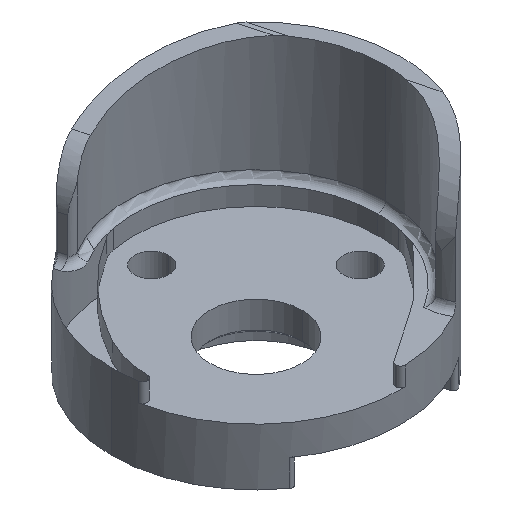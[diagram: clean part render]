
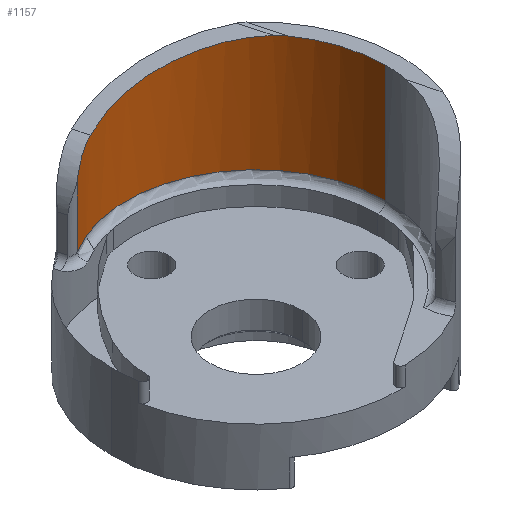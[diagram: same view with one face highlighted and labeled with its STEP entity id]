
A CAD part, isometric view. The second image highlights one B-rep face of the part: STEP entity #1157.
In plain terms, the highlighted cylindrical face has radius 17.05 mm (diameter 34.1 mm), a partial arc.
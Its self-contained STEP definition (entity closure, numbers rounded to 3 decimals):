
#11 = CARTESIAN_POINT ( 'NONE',  ( -5.531, 17.963, 19.288 ) ) ;
#23 = ORIENTED_EDGE ( 'NONE', *, *, #311, .T. ) ;
#41 = ORIENTED_EDGE ( 'NONE', *, *, #1468, .T. ) ;
#61 = ORIENTED_EDGE ( 'NONE', *, *, #865, .T. ) ;
#72 = CARTESIAN_POINT ( 'NONE',  ( 17.464, 13.292, 26.42 ) ) ;
#87 = ORIENTED_EDGE ( 'NONE', *, *, #927, .F. ) ;
#116 = CARTESIAN_POINT ( 'NONE',  ( -5.531, 17.963, 10.986 ) ) ;
#139 = CARTESIAN_POINT ( 'NONE',  ( -2.242, 19.556, 21.825 ) ) ;
#164 = DIRECTION ( 'NONE',  ( 1., 0., 0. ) ) ;
#167 = DIRECTION ( 'NONE',  ( 0., 0., 1. ) ) ;
#180 = VERTEX_POINT ( 'NONE', #351 ) ;
#277 = DIRECTION ( 'NONE',  ( 1., 0., 0. ) ) ;
#284 = DIRECTION ( 'NONE',  ( 0., 0., -1. ) ) ;
#293 = DIRECTION ( 'NONE',  ( 1., 0., 0. ) ) ;
#299 = DIRECTION ( 'NONE',  ( 0., 0., 1. ) ) ;
#311 = EDGE_CURVE ( 'NONE', #611, #1206, #910, .T. ) ;
#317 = CARTESIAN_POINT ( 'NONE',  ( 3.504, 3.504, 26.42 ) ) ;
#337 = EDGE_LOOP ( 'NONE', ( #61, #41, #23, #342, #87, #444, #1195 ) ) ;
#342 = ORIENTED_EDGE ( 'NONE', *, *, #1582, .T. ) ;
#351 = CARTESIAN_POINT ( 'NONE',  ( 16.638, 14.375, 26.352 ) ) ;
#406 = CARTESIAN_POINT ( 'NONE',  ( 16.927, 14.026, 26.402 ) ) ;
#413 = VECTOR ( 'NONE', #1633, 1000. ) ;
#444 = ORIENTED_EDGE ( 'NONE', *, *, #1837, .F. ) ;
#493 = LINE ( 'NONE', #687, #1243 ) ;
#511 = CARTESIAN_POINT ( 'NONE',  ( -5.531, 17.963, 9.986 ) ) ;
#517 = FACE_OUTER_BOUND ( 'NONE', #337, .T. ) ;
#543 = CARTESIAN_POINT ( 'NONE',  ( 3.504, 3.504, 9.986 ) ) ;
#577 = CARTESIAN_POINT ( 'NONE',  ( 17.203, 13.665, 26.42 ) ) ;
#611 = VERTEX_POINT ( 'NONE', #1026 ) ;
#647 = VERTEX_POINT ( 'NONE', #745 ) ;
#683 = CARTESIAN_POINT ( 'NONE',  ( -3.563, 19.033, 21.309 ) ) ;
#687 = CARTESIAN_POINT ( 'NONE',  ( 20.554, 3.504, 9.986 ) ) ;
#740 = CARTESIAN_POINT ( 'NONE',  ( -5.342, 18.081, 19.599 ) ) ;
#745 = CARTESIAN_POINT ( 'NONE',  ( -2.242, 19.556, 21.825 ) ) ;
#761 = VERTEX_POINT ( 'NONE', #11 ) ;
#830 = LINE ( 'NONE', #511, #413 ) ;
#865 = EDGE_CURVE ( 'NONE', #1196, #1473, #1024, .T. ) ;
#896 = AXIS2_PLACEMENT_3D ( 'NONE', #317, #299, #293 ) ;
#910 = CIRCLE ( 'NONE', #896, 17.05 ) ;
#927 = EDGE_CURVE ( 'NONE', #647, #180, #1660, .T. ) ;
#981 = CARTESIAN_POINT ( 'NONE',  ( -2.939, 19.307, 21.627 ) ) ;
#999 = CARTESIAN_POINT ( 'NONE',  ( -5.13, 18.208, 19.885 ) ) ;
#1024 = CIRCLE ( 'NONE', #1774, 17.05 ) ;
#1026 = CARTESIAN_POINT ( 'NONE',  ( 20.554, 3.504, 26.42 ) ) ;
#1110 = CARTESIAN_POINT ( 'NONE',  ( 17.464, 13.292, 26.42 ) ) ;
#1125 = B_SPLINE_CURVE_WITH_KNOTS ( 'NONE', 3,
 ( #1546, #740, #999, #1661, #1669, #683, #981, #139 ),
 .UNSPECIFIED., .F., .F.,
 ( 4, 2, 2, 4 ),
 ( 0., 0.001, 0.002, 0.005 ),
 .UNSPECIFIED. ) ;
#1157 = ADVANCED_FACE ( 'NONE', ( #517 ), #1599, .F. ) ;
#1195 = ORIENTED_EDGE ( 'NONE', *, *, #1516, .F. ) ;
#1196 = VERTEX_POINT ( 'NONE', #116 ) ;
#1206 = VERTEX_POINT ( 'NONE', #72 ) ;
#1242 = CARTESIAN_POINT ( 'NONE',  ( 16.638, 14.375, 26.352 ) ) ;
#1243 = VECTOR ( 'NONE', #1502, 1000. ) ;
#1245 = CARTESIAN_POINT ( 'NONE',  ( 11.905, 20.094, 25.523 ) ) ;
#1248 = CARTESIAN_POINT ( 'NONE',  ( 16.638, 14.375, 26.352 ) ) ;
#1299 = CARTESIAN_POINT ( 'NONE',  ( 4.746, 22.058, 23.807 ) ) ;
#1309 = CARTESIAN_POINT ( 'NONE',  ( -2.242, 19.556, 21.825 ) ) ;
#1358 = AXIS2_PLACEMENT_3D ( 'NONE', #543, #167, #164 ) ;
#1373 = CARTESIAN_POINT ( 'NONE',  ( 20.554, 3.504, 10.986 ) ) ;
#1399 = CARTESIAN_POINT ( 'NONE',  ( 3.504, 3.504, 10.986 ) ) ;
#1468 = EDGE_CURVE ( 'NONE', #1473, #611, #493, .T. ) ;
#1473 = VERTEX_POINT ( 'NONE', #1373 ) ;
#1502 = DIRECTION ( 'NONE',  ( 0., 0., 1. ) ) ;
#1516 = EDGE_CURVE ( 'NONE', #1196, #761, #830, .T. ) ;
#1546 = CARTESIAN_POINT ( 'NONE',  ( -5.531, 17.963, 19.288 ) ) ;
#1582 = EDGE_CURVE ( 'NONE', #1206, #180, #1675, .T. ) ;
#1599 = CYLINDRICAL_SURFACE ( 'NONE', #1358, 17.05 ) ;
#1633 = DIRECTION ( 'NONE',  ( 0., 0., 1. ) ) ;
#1660 =( BOUNDED_CURVE ( )  B_SPLINE_CURVE ( 3, ( #1309, #1299, #1245, #1242 ),
 .UNSPECIFIED., .F., .F. ) 
 B_SPLINE_CURVE_WITH_KNOTS ( ( 4, 4 ),
 ( 4.63, 5.854 ),
 .UNSPECIFIED. ) 
 CURVE ( )  GEOMETRIC_REPRESENTATION_ITEM ( )  RATIONAL_B_SPLINE_CURVE ( ( 1., 0.879, 0.879, 1. ) ) 
 REPRESENTATION_ITEM ( '' )  );
#1661 = CARTESIAN_POINT ( 'NONE',  ( -4.662, 18.474, 20.414 ) ) ;
#1669 = CARTESIAN_POINT ( 'NONE',  ( -4.404, 18.612, 20.656 ) ) ;
#1675 = B_SPLINE_CURVE_WITH_KNOTS ( 'NONE', 3,
 ( #1110, #577, #406, #1248 ),
 .UNSPECIFIED., .F., .F.,
 ( 4, 4 ),
 ( 0., 0.001 ),
 .UNSPECIFIED. ) ;
#1774 = AXIS2_PLACEMENT_3D ( 'NONE', #1399, #284, #277 ) ;
#1837 = EDGE_CURVE ( 'NONE', #761, #647, #1125, .T. ) ;
